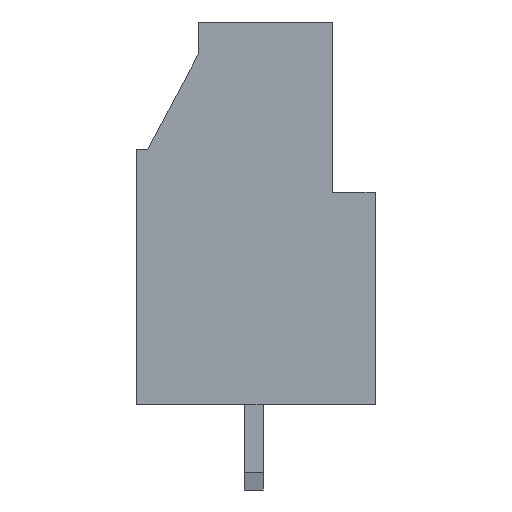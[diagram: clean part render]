
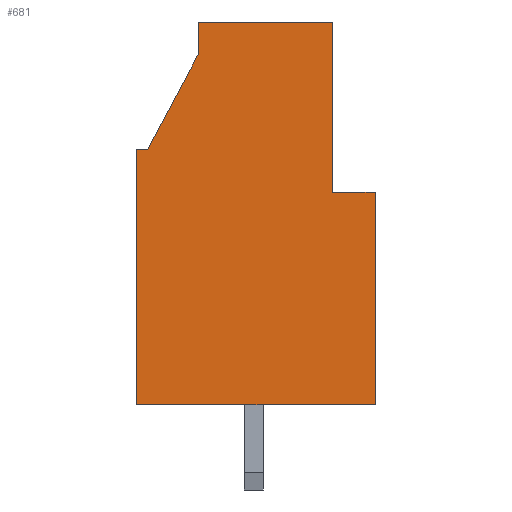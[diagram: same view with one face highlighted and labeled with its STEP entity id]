
A CAD part, front view. The second image highlights one B-rep face of the part: STEP entity #681.
In plain terms, the highlighted planar face has unit normal (0, -1, 0).
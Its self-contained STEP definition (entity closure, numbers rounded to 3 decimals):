
#681 = ADVANCED_FACE( '', ( #1365 ), #1366, .F. );
#1365 = FACE_OUTER_BOUND( '', #2044, .T. );
#1366 = PLANE( '', #2045 );
#2044 = EDGE_LOOP( '', ( #3941, #3942, #3943, #3944, #3945, #3946, #3947, #3948, #3949 ) );
#2045 = AXIS2_PLACEMENT_3D( '', #3950, #3951, #3952 );
#3941 = ORIENTED_EDGE( '', *, *, #4887, .F. );
#3942 = ORIENTED_EDGE( '', *, *, #4363, .F. );
#3943 = ORIENTED_EDGE( '', *, *, #4890, .F. );
#3944 = ORIENTED_EDGE( '', *, *, #4745, .F. );
#3945 = ORIENTED_EDGE( '', *, *, #4429, .F. );
#3946 = ORIENTED_EDGE( '', *, *, #4436, .T. );
#3947 = ORIENTED_EDGE( '', *, *, #4891, .F. );
#3948 = ORIENTED_EDGE( '', *, *, #4267, .T. );
#3949 = ORIENTED_EDGE( '', *, *, #4274, .F. );
#3950 = CARTESIAN_POINT( '', ( 12.134, -2.54, 19.8 ) );
#3951 = DIRECTION( '', ( 0., 1., 0. ) );
#3952 = DIRECTION( '', ( 1., 0., 0. ) );
#4267 = EDGE_CURVE( '', #5173, #5177, #5179, .T. );
#4274 = EDGE_CURVE( '', #5188, #5177, #5190, .T. );
#4363 = EDGE_CURVE( '', #5337, #5339, #5340, .T. );
#4429 = EDGE_CURVE( '', #5445, #5447, #5448, .T. );
#4436 = EDGE_CURVE( '', #5445, #5457, #5459, .T. );
#4745 = EDGE_CURVE( '', #5447, #5903, #5904, .T. );
#4887 = EDGE_CURVE( '', #5339, #5188, #6072, .T. );
#4890 = EDGE_CURVE( '', #5903, #5337, #6075, .T. );
#4891 = EDGE_CURVE( '', #5173, #5457, #6076, .T. );
#5173 = VERTEX_POINT( '', #6477 );
#5177 = VERTEX_POINT( '', #6483 );
#5179 = LINE( '', #6486, #6487 );
#5188 = VERTEX_POINT( '', #6497 );
#5190 = LINE( '', #6500, #6501 );
#5337 = VERTEX_POINT( '', #6709 );
#5339 = VERTEX_POINT( '', #6712 );
#5340 = LINE( '', #6713, #6714 );
#5445 = VERTEX_POINT( '', #6864 );
#5447 = VERTEX_POINT( '', #6867 );
#5448 = LINE( '', #6868, #6869 );
#5457 = VERTEX_POINT( '', #6882 );
#5459 = LINE( '', #6885, #6886 );
#5903 = VERTEX_POINT( '', #7554 );
#5904 = LINE( '', #7555, #7556 );
#6072 = LINE( '', #7797, #7798 );
#6075 = LINE( '', #7801, #7802 );
#6076 = LINE( '', #7803, #7804 );
#6477 = CARTESIAN_POINT( '', ( 11.2, -2.54, 0. ) );
#6483 = CARTESIAN_POINT( '', ( 11.2, -2.54, 10. ) );
#6486 = CARTESIAN_POINT( '', ( 11.2, -2.54, -1. ) );
#6487 = VECTOR( '', #7958, 1000. );
#6497 = CARTESIAN_POINT( '', ( 9.2, -2.54, 10. ) );
#6500 = CARTESIAN_POINT( '', ( 9.038, -2.54, 10. ) );
#6501 = VECTOR( '', #7967, 1000. );
#6709 = CARTESIAN_POINT( '', ( 2.9, -2.54, 18. ) );
#6712 = CARTESIAN_POINT( '', ( 9.2, -2.54, 18. ) );
#6713 = CARTESIAN_POINT( '', ( 5.35, -2.54, 18. ) );
#6714 = VECTOR( '', #8048, 1000. );
#6864 = CARTESIAN_POINT( '', ( 0., -2.54, 12. ) );
#6867 = CARTESIAN_POINT( '', ( 0.5, -2.54, 12. ) );
#6868 = CARTESIAN_POINT( '', ( 5.35, -2.54, 12. ) );
#6869 = VECTOR( '', #8116, 1000. );
#6882 = CARTESIAN_POINT( '', ( 0., -2.54, 0. ) );
#6885 = CARTESIAN_POINT( '', ( 0., -2.54, -1. ) );
#6886 = VECTOR( '', #8122, 1000. );
#7554 = CARTESIAN_POINT( '', ( 2.9, -2.54, 16.5 ) );
#7555 = CARTESIAN_POINT( '', ( -6.433, -2.54, -1. ) );
#7556 = VECTOR( '', #8371, 1000. );
#7797 = CARTESIAN_POINT( '', ( 9.2, -2.54, 18. ) );
#7798 = VECTOR( '', #8478, 1000. );
#7801 = CARTESIAN_POINT( '', ( 2.9, -2.54, -1. ) );
#7802 = VECTOR( '', #8479, 1000. );
#7803 = CARTESIAN_POINT( '', ( 5.35, -2.54, 0. ) );
#7804 = VECTOR( '', #8480, 1000. );
#7958 = DIRECTION( '', ( 0., 0., 1. ) );
#7967 = DIRECTION( '', ( 1., 0., 0. ) );
#8048 = DIRECTION( '', ( 1., 0., 0. ) );
#8116 = DIRECTION( '', ( 1., 0., 0. ) );
#8122 = DIRECTION( '', ( 0., 0., -1. ) );
#8371 = DIRECTION( '', ( 0.471, 0., 0.882 ) );
#8478 = DIRECTION( '', ( 0., 0., -1. ) );
#8479 = DIRECTION( '', ( 0., 0., 1. ) );
#8480 = DIRECTION( '', ( -1., 0., 0. ) );
